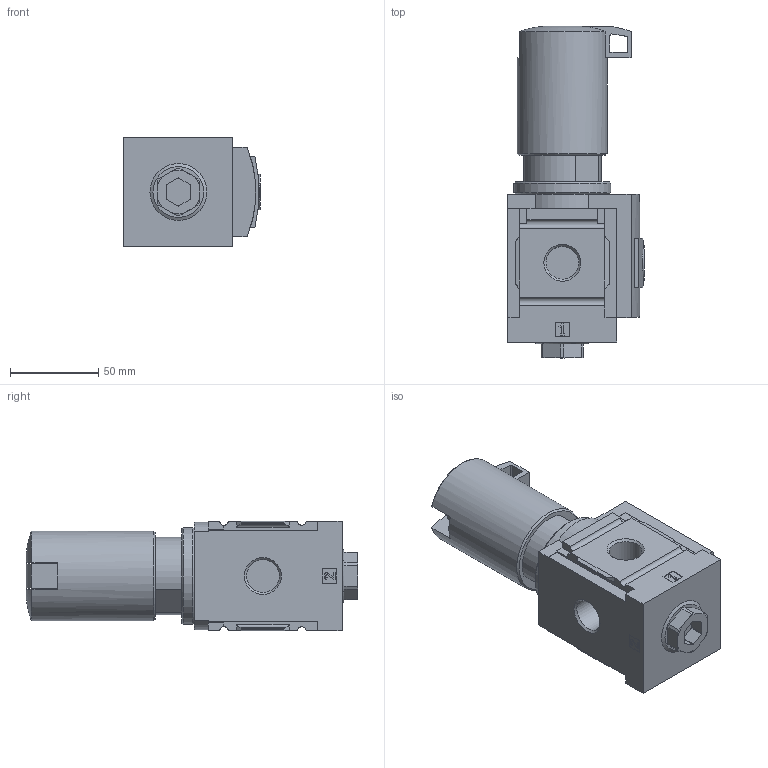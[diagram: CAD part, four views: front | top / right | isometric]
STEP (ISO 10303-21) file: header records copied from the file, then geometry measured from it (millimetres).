
FILE_DESCRIPTION(/* description */ ('STEP AP214'),/* implementation_level */ '2;1');
FILE_NAME(/* name */ '530326_MS6-LRB-1_2-D6-A4-AS',/* time_stamp */ '2024-09-10T19:48:01+02:00',/* author */ ('License CC BY-ND 4.0'),/* organization */ ('CADENAS'),/* preprocessor_version */ 'ST-DEVELOPER v19.3',/* originating_system */ 'PARTsolutions',/* authorisation */ ' ');
FILE_SCHEMA (('AUTOMOTIVE_DESIGN {1 0 10303 214 3 1 1}'));
Length unit declared in the file: millimetre
Products named in the file (3): 530326 MS6-LRB-1/2-D6-A4-AS; 527665 MS6-LRB-1/2-D6-A4-AS0D; 651849 MS-LR-20
Assembly tree (2 placements, depth 2):
  530326 MS6-LRB-1/2-D6-A4-AS
    527665 MS6-LRB-1/2-D6-A4-AS0D
    651849 MS-LR-20
Bounding box: 77.5 x 188.5 x 62 mm (x, y, z)
Volume: 521293.8 mm3; surface area: 60526.9 mm2
Topology: 2 solids, 2 shells, 228 faces, 599 edges, 392 vertices
Faces by surface type: plane 160, cylinder 43, cone 21, torus 4
Full cylindrical faces by diameter (mm): 11.445 x1, 18.631 x3, 20 x1, 42.917 x1, 51 x1, 55 x1
Entity records: 8523 total; most frequent: CARTESIAN_POINT 1311, ORIENTED_EDGE 1154, DIRECTION 1130, EDGE_CURVE 577, LINE 424, VECTOR 424, VERTEX_POINT 391, AXIS2_PLACEMENT_3D 353
